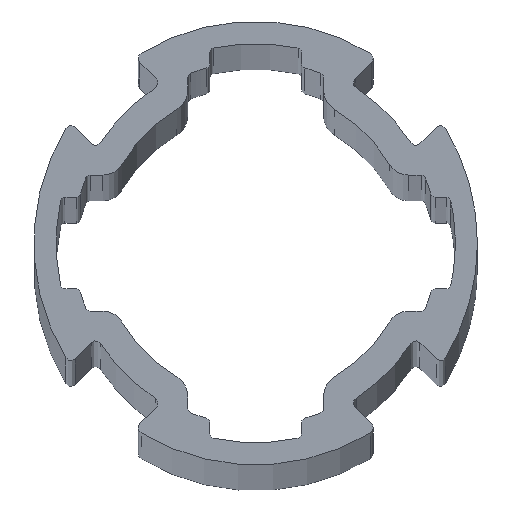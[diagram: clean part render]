
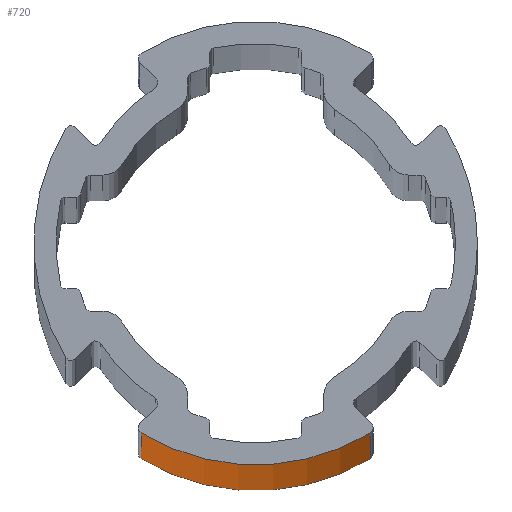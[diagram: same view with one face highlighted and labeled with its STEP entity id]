
A CAD part, top view. The second image highlights one B-rep face of the part: STEP entity #720.
In plain terms, the highlighted cylindrical face has radius 15 mm (diameter 30 mm), a partial arc.
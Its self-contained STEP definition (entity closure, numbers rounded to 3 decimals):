
#248 = AXIS2_PLACEMENT_3D ( 'NONE', #3148, #630, #1703 ) ;
#509 = ORIENTED_EDGE ( 'NONE', *, *, #1855, .F. ) ;
#630 = DIRECTION ( 'NONE',  ( 0., 0., -1. ) ) ;
#720 = ADVANCED_FACE ( 'NONE', ( #1853 ), #2985, .T. ) ;
#873 = CARTESIAN_POINT ( 'NONE',  ( -7.755, -12.84, 500. ) ) ;
#963 = EDGE_CURVE ( 'NONE', #2980, #3050, #1831, .T. ) ;
#1011 = CIRCLE ( 'NONE', #3364, 15. ) ;
#1131 = ORIENTED_EDGE ( 'NONE', *, *, #2390, .T. ) ;
#1222 = CARTESIAN_POINT ( 'NONE',  ( 7.755, -12.84, 0. ) ) ;
#1245 = EDGE_CURVE ( 'NONE', #2980, #3536, #3471, .T. ) ;
#1703 = DIRECTION ( 'NONE',  ( -1., 0., 0. ) ) ;
#1709 = ORIENTED_EDGE ( 'NONE', *, *, #963, .T. ) ;
#1831 = LINE ( 'NONE', #1222, #2940 ) ;
#1853 = FACE_OUTER_BOUND ( 'NONE', #3055, .T. ) ;
#1855 = EDGE_CURVE ( 'NONE', #3536, #1964, #3604, .T. ) ;
#1964 = VERTEX_POINT ( 'NONE', #873 ) ;
#1967 = DIRECTION ( 'NONE',  ( 0., 0., -1. ) ) ;
#2099 = DIRECTION ( 'NONE',  ( 0., 0., 1. ) ) ;
#2106 = DIRECTION ( 'NONE',  ( 0., 0., 1. ) ) ;
#2112 = CARTESIAN_POINT ( 'NONE',  ( -7.755, -12.84, -500. ) ) ;
#2202 = CARTESIAN_POINT ( 'NONE',  ( 7.755, -12.84, -500. ) ) ;
#2260 = DIRECTION ( 'NONE',  ( 1., 0., 0. ) ) ;
#2390 = EDGE_CURVE ( 'NONE', #3050, #1964, #1011, .T. ) ;
#2394 = AXIS2_PLACEMENT_3D ( 'NONE', #3520, #2106, #2951 ) ;
#2715 = DIRECTION ( 'NONE',  ( 0., 0., 1. ) ) ;
#2842 = CARTESIAN_POINT ( 'NONE',  ( 0., 0., 500. ) ) ;
#2940 = VECTOR ( 'NONE', #2099, 1000. ) ;
#2951 = DIRECTION ( 'NONE',  ( 1., 0., 0. ) ) ;
#2980 = VERTEX_POINT ( 'NONE', #2202 ) ;
#2985 = CYLINDRICAL_SURFACE ( 'NONE', #2394, 15. ) ;
#2994 = CARTESIAN_POINT ( 'NONE',  ( 7.755, -12.84, 500. ) ) ;
#3050 = VERTEX_POINT ( 'NONE', #2994 ) ;
#3055 = EDGE_LOOP ( 'NONE', ( #1131, #509, #3080, #1709 ) ) ;
#3080 = ORIENTED_EDGE ( 'NONE', *, *, #1245, .F. ) ;
#3148 = CARTESIAN_POINT ( 'NONE',  ( 0., 0., -500. ) ) ;
#3364 = AXIS2_PLACEMENT_3D ( 'NONE', #2842, #1967, #2260 ) ;
#3471 = CIRCLE ( 'NONE', #248, 15. ) ;
#3520 = CARTESIAN_POINT ( 'NONE',  ( 0., 0., 0. ) ) ;
#3536 = VERTEX_POINT ( 'NONE', #2112 ) ;
#3538 = VECTOR ( 'NONE', #2715, 1000. ) ;
#3604 = LINE ( 'NONE', #3617, #3538 ) ;
#3617 = CARTESIAN_POINT ( 'NONE',  ( -7.755, -12.84, 0. ) ) ;
